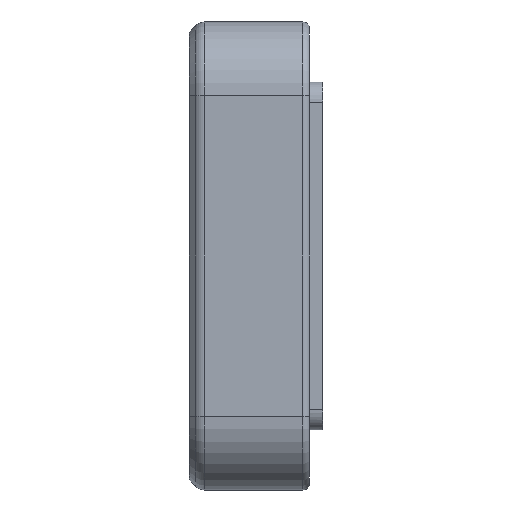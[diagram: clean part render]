
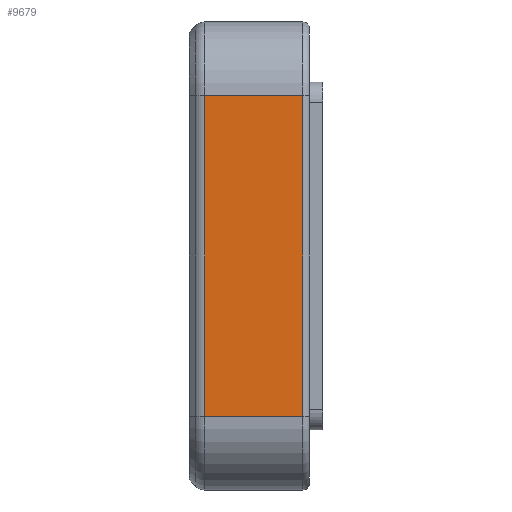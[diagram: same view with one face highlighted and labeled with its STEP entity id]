
A CAD part, left-side view. The second image highlights one B-rep face of the part: STEP entity #9679.
In plain terms, the highlighted planar face has unit normal (-1, 0, 0).
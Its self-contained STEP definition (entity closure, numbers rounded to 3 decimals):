
#111 = CARTESIAN_POINT ( 'NONE',  ( -42., 3., 24. ) ) ;
#463 = CARTESIAN_POINT ( 'NONE',  ( -42., 17.672, 24. ) ) ;
#995 = VECTOR ( 'NONE', #7235, 1000. ) ;
#1219 = FACE_OUTER_BOUND ( 'NONE', #6717, .T. ) ;
#1303 = ORIENTED_EDGE ( 'NONE', *, *, #6780, .T. ) ;
#1561 = LINE ( 'NONE', #8170, #5550 ) ;
#1670 = EDGE_CURVE ( 'NONE', #6127, #1860, #1561, .T. ) ;
#1860 = VERTEX_POINT ( 'NONE', #463 ) ;
#3039 = LINE ( 'NONE', #6247, #3167 ) ;
#3167 = VECTOR ( 'NONE', #7794, 1000. ) ;
#3584 = VERTEX_POINT ( 'NONE', #6499 ) ;
#3881 = CARTESIAN_POINT ( 'NONE',  ( -42., 17.672, -24. ) ) ;
#3934 = LINE ( 'NONE', #5369, #7617 ) ;
#4037 = CARTESIAN_POINT ( 'NONE',  ( -42., 20., 35. ) ) ;
#4402 = LINE ( 'NONE', #5632, #995 ) ;
#4497 = DIRECTION ( 'NONE',  ( 0., 1., 0. ) ) ;
#4793 = DIRECTION ( 'NONE',  ( 1., 0., 0. ) ) ;
#5369 = CARTESIAN_POINT ( 'NONE',  ( -42., 20., -24. ) ) ;
#5550 = VECTOR ( 'NONE', #4497, 1000. ) ;
#5632 = CARTESIAN_POINT ( 'NONE',  ( -42., 3., 24. ) ) ;
#5751 = ORIENTED_EDGE ( 'NONE', *, *, #1670, .T. ) ;
#5903 = ORIENTED_EDGE ( 'NONE', *, *, #9194, .T. ) ;
#6127 = VERTEX_POINT ( 'NONE', #111 ) ;
#6247 = CARTESIAN_POINT ( 'NONE',  ( -42., 17.672, -24. ) ) ;
#6380 = PLANE ( 'NONE',  #7306 ) ;
#6499 = CARTESIAN_POINT ( 'NONE',  ( -42., 3., -24. ) ) ;
#6717 = EDGE_LOOP ( 'NONE', ( #5751, #1303, #8510, #5903 ) ) ;
#6780 = EDGE_CURVE ( 'NONE', #1860, #8977, #3039, .T. ) ;
#7235 = DIRECTION ( 'NONE',  ( 0., 0., 1. ) ) ;
#7306 = AXIS2_PLACEMENT_3D ( 'NONE', #4037, #4793, #8686 ) ;
#7617 = VECTOR ( 'NONE', #7631, 1000. ) ;
#7631 = DIRECTION ( 'NONE',  ( 0., -1., 0. ) ) ;
#7794 = DIRECTION ( 'NONE',  ( 0., 0., -1. ) ) ;
#8170 = CARTESIAN_POINT ( 'NONE',  ( -42., 20., 24. ) ) ;
#8510 = ORIENTED_EDGE ( 'NONE', *, *, #8906, .T. ) ;
#8686 = DIRECTION ( 'NONE',  ( 0., 0., -1. ) ) ;
#8906 = EDGE_CURVE ( 'NONE', #8977, #3584, #3934, .T. ) ;
#8977 = VERTEX_POINT ( 'NONE', #3881 ) ;
#9194 = EDGE_CURVE ( 'NONE', #3584, #6127, #4402, .T. ) ;
#9679 = ADVANCED_FACE ( 'NONE', ( #1219 ), #6380, .F. ) ;
